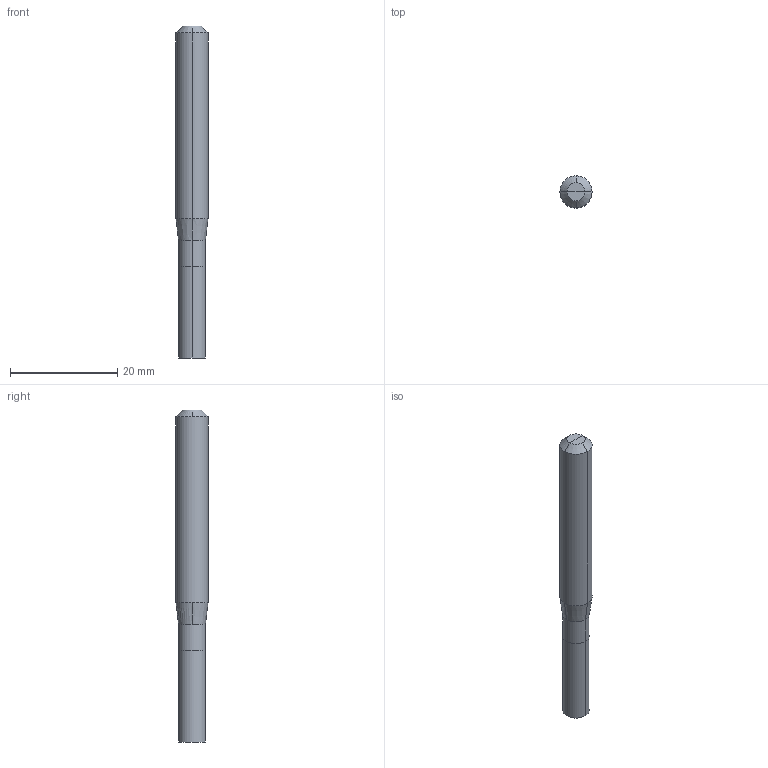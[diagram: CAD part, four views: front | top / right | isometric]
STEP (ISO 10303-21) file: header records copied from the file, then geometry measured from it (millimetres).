
FILE_DESCRIPTION((''),'2;1');
FILE_NAME('608035324-000_ASM','2024-03-25T09:06:33',('venugopala'),(''),'CREO PARAMETRIC BY PTC INC, 2021184','CREO PARAMETRIC BY PTC INC, 2021184','');
FILE_SCHEMA(('AP242_MANAGED_MODEL_BASED_3D_ENGINEERING_MIM_LF { 1 0 10303 442 1 1 4 }'));
Length unit declared in the file: millimetre
Products named in the file (3): 608035324_1-000; 608035324_2-000; 608035324-000_ASM
Assembly tree (2 placements, depth 2):
  608035324-000_ASM
    608035324_1-000
    608035324_2-000
Bounding box: 6 x 6 x 62 mm (x, y, z)
Volume: 1531.5 mm3; surface area: 1736.8 mm2
Topology: 2 solids, 4 shells, 22 faces, 68 edges, 54 vertices
Faces by surface type: cylinder 9, plane 7, cone 6
Entity records: 1861 total; most frequent: DIRECTION 206, CARTESIAN_POINT 170, PROPERTY_DEFINITION 96, REPRESENTATION 92, PROPERTY_DEFINITION_REPRESENTATION 92, PRESENTATION_STYLE_ASSIGNMENT 90, STYLED_ITEM 90, CURVE_STYLE 86
